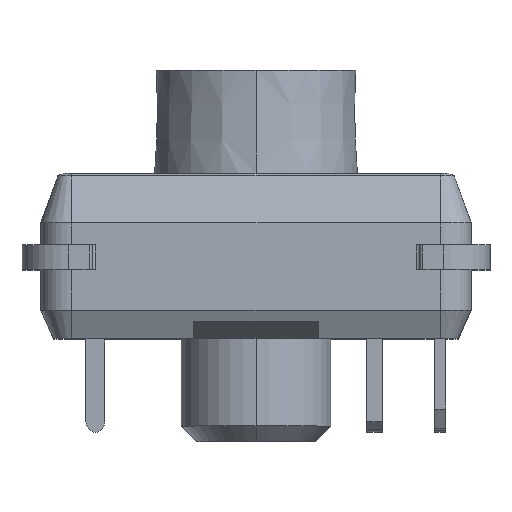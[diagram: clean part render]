
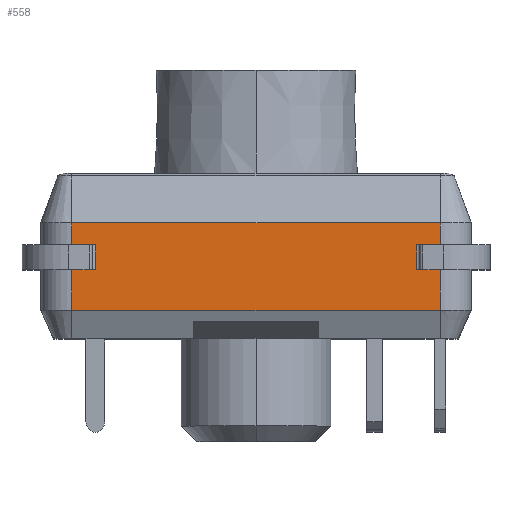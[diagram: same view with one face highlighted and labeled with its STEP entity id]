
A CAD part, top view. The second image highlights one B-rep face of the part: STEP entity #558.
In plain terms, the highlighted planar face has unit normal (0, 0, 1).
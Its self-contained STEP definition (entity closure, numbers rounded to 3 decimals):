
#8 = ORIENTED_EDGE ( 'NONE', *, *, #5514, .T. ) ;
#164 = EDGE_CURVE ( 'NONE', #5710, #4020, #2977, .T. ) ;
#435 = LINE ( 'NONE', #4991, #2992 ) ;
#463 = LINE ( 'NONE', #1489, #2422 ) ;
#468 = ORIENTED_EDGE ( 'NONE', *, *, #3335, .F. ) ;
#485 = ORIENTED_EDGE ( 'NONE', *, *, #6370, .T. ) ;
#558 = ADVANCED_FACE ( 'NONE', ( #2327 ), #4339, .F. ) ;
#559 = VECTOR ( 'NONE', #5027, 1000. ) ;
#693 = VERTEX_POINT ( 'NONE', #906 ) ;
#906 = CARTESIAN_POINT ( 'NONE',  ( -5.15, 0.4, 6.9 ) ) ;
#935 = CARTESIAN_POINT ( 'NONE',  ( 5.9, 0.4, 6.9 ) ) ;
#972 = LINE ( 'NONE', #5633, #4321 ) ;
#1052 = VERTEX_POINT ( 'NONE', #2224 ) ;
#1094 = CARTESIAN_POINT ( 'NONE',  ( 5.9, 0.4, 6.9 ) ) ;
#1122 = VERTEX_POINT ( 'NONE', #5937 ) ;
#1180 = CARTESIAN_POINT ( 'NONE',  ( 5.9, 1.1, 6.9 ) ) ;
#1218 = EDGE_CURVE ( 'NONE', #1730, #4353, #4503, .T. ) ;
#1414 = DIRECTION ( 'NONE',  ( 1., 0., 0. ) ) ;
#1489 = CARTESIAN_POINT ( 'NONE',  ( 5.9, 1.1, 6.9 ) ) ;
#1503 = AXIS2_PLACEMENT_3D ( 'NONE', #1180, #4378, #5372 ) ;
#1536 = VERTEX_POINT ( 'NONE', #4156 ) ;
#1582 = LINE ( 'NONE', #2614, #4662 ) ;
#1659 = VECTOR ( 'NONE', #6690, 1000. ) ;
#1682 = VECTOR ( 'NONE', #4024, 1000. ) ;
#1730 = VERTEX_POINT ( 'NONE', #3353 ) ;
#1822 = VECTOR ( 'NONE', #3993, 1000. ) ;
#1955 = CARTESIAN_POINT ( 'NONE',  ( -5.9, -1.7, 6.9 ) ) ;
#1982 = CARTESIAN_POINT ( 'NONE',  ( -5.9, -1.7, 6.9 ) ) ;
#2021 = DIRECTION ( 'NONE',  ( 0., 1., 0. ) ) ;
#2045 = EDGE_CURVE ( 'NONE', #693, #1730, #435, .T. ) ;
#2224 = CARTESIAN_POINT ( 'NONE',  ( 5.15, 0.4, 6.9 ) ) ;
#2232 = VERTEX_POINT ( 'NONE', #5399 ) ;
#2301 = VECTOR ( 'NONE', #3617, 1000. ) ;
#2327 = FACE_OUTER_BOUND ( 'NONE', #5788, .T. ) ;
#2414 = EDGE_CURVE ( 'NONE', #2232, #1122, #3441, .T. ) ;
#2422 = VECTOR ( 'NONE', #1414, 1000. ) ;
#2551 = EDGE_CURVE ( 'NONE', #2232, #3943, #2554, .T. ) ;
#2554 = LINE ( 'NONE', #5257, #6092 ) ;
#2599 = CARTESIAN_POINT ( 'NONE',  ( -5.9, 1.1, 6.9 ) ) ;
#2614 = CARTESIAN_POINT ( 'NONE',  ( -5.9, 1.1, 6.9 ) ) ;
#2716 = ORIENTED_EDGE ( 'NONE', *, *, #4366, .T. ) ;
#2977 = LINE ( 'NONE', #4111, #5076 ) ;
#2992 = VECTOR ( 'NONE', #4486, 1000. ) ;
#3023 = DIRECTION ( 'NONE',  ( -1., 0., 0. ) ) ;
#3041 = CARTESIAN_POINT ( 'NONE',  ( 5.15, 0.4, 6.9 ) ) ;
#3323 = ORIENTED_EDGE ( 'NONE', *, *, #2045, .T. ) ;
#3335 = EDGE_CURVE ( 'NONE', #5504, #5710, #463, .T. ) ;
#3353 = CARTESIAN_POINT ( 'NONE',  ( -5.15, -0.4, 6.9 ) ) ;
#3441 = LINE ( 'NONE', #6011, #6311 ) ;
#3532 = LINE ( 'NONE', #1094, #1682 ) ;
#3579 = ORIENTED_EDGE ( 'NONE', *, *, #2414, .T. ) ;
#3617 = DIRECTION ( 'NONE',  ( 0., 1., 0. ) ) ;
#3623 = CARTESIAN_POINT ( 'NONE',  ( -5.9, -0.4, 6.9 ) ) ;
#3943 = VERTEX_POINT ( 'NONE', #1982 ) ;
#3960 = ORIENTED_EDGE ( 'NONE', *, *, #164, .F. ) ;
#3993 = DIRECTION ( 'NONE',  ( -1., 0., 0. ) ) ;
#4020 = VERTEX_POINT ( 'NONE', #4129 ) ;
#4024 = DIRECTION ( 'NONE',  ( 1., 0., 0. ) ) ;
#4100 = DIRECTION ( 'NONE',  ( -1., 0., 0. ) ) ;
#4111 = CARTESIAN_POINT ( 'NONE',  ( 5.9, 1.1, 6.9 ) ) ;
#4129 = CARTESIAN_POINT ( 'NONE',  ( 5.9, 0.4, 6.9 ) ) ;
#4156 = CARTESIAN_POINT ( 'NONE',  ( -5.9, 0.4, 6.9 ) ) ;
#4321 = VECTOR ( 'NONE', #3023, 1000. ) ;
#4339 = PLANE ( 'NONE',  #1503 ) ;
#4353 = VERTEX_POINT ( 'NONE', #3623 ) ;
#4366 = EDGE_CURVE ( 'NONE', #1536, #693, #3532, .T. ) ;
#4378 = DIRECTION ( 'NONE',  ( 0., 0., -1. ) ) ;
#4486 = DIRECTION ( 'NONE',  ( 0., -1., 0. ) ) ;
#4502 = LINE ( 'NONE', #935, #1659 ) ;
#4503 = LINE ( 'NONE', #6525, #1822 ) ;
#4586 = DIRECTION ( 'NONE',  ( 0., -1., 0. ) ) ;
#4596 = EDGE_CURVE ( 'NONE', #3943, #4353, #5860, .T. ) ;
#4662 = VECTOR ( 'NONE', #5762, 1000. ) ;
#4684 = ORIENTED_EDGE ( 'NONE', *, *, #4596, .F. ) ;
#4794 = ORIENTED_EDGE ( 'NONE', *, *, #2551, .F. ) ;
#4991 = CARTESIAN_POINT ( 'NONE',  ( -5.15, -0.4, 6.9 ) ) ;
#5027 = DIRECTION ( 'NONE',  ( 0., 1., 0. ) ) ;
#5058 = CARTESIAN_POINT ( 'NONE',  ( 5.15, -0.4, 6.9 ) ) ;
#5076 = VECTOR ( 'NONE', #4586, 1000. ) ;
#5168 = LINE ( 'NONE', #3041, #2301 ) ;
#5257 = CARTESIAN_POINT ( 'NONE',  ( 5.9, -1.7, 6.9 ) ) ;
#5372 = DIRECTION ( 'NONE',  ( -1., 0., 0. ) ) ;
#5377 = CARTESIAN_POINT ( 'NONE',  ( 5.9, 1.1, 6.9 ) ) ;
#5399 = CARTESIAN_POINT ( 'NONE',  ( 5.9, -1.7, 6.9 ) ) ;
#5466 = ORIENTED_EDGE ( 'NONE', *, *, #1218, .T. ) ;
#5504 = VERTEX_POINT ( 'NONE', #2599 ) ;
#5514 = EDGE_CURVE ( 'NONE', #5905, #1052, #5168, .T. ) ;
#5515 = ORIENTED_EDGE ( 'NONE', *, *, #6278, .T. ) ;
#5633 = CARTESIAN_POINT ( 'NONE',  ( 5.9, -0.4, 6.9 ) ) ;
#5710 = VERTEX_POINT ( 'NONE', #5377 ) ;
#5762 = DIRECTION ( 'NONE',  ( 0., -1., 0. ) ) ;
#5788 = EDGE_LOOP ( 'NONE', ( #3323, #5466, #4684, #4794, #3579, #6681, #8, #485, #3960, #468, #5515, #2716 ) ) ;
#5860 = LINE ( 'NONE', #1955, #559 ) ;
#5905 = VERTEX_POINT ( 'NONE', #5058 ) ;
#5937 = CARTESIAN_POINT ( 'NONE',  ( 5.9, -0.4, 6.9 ) ) ;
#6011 = CARTESIAN_POINT ( 'NONE',  ( 5.9, -1.7, 6.9 ) ) ;
#6092 = VECTOR ( 'NONE', #4100, 1000. ) ;
#6153 = EDGE_CURVE ( 'NONE', #1122, #5905, #972, .T. ) ;
#6278 = EDGE_CURVE ( 'NONE', #5504, #1536, #1582, .T. ) ;
#6311 = VECTOR ( 'NONE', #2021, 1000. ) ;
#6370 = EDGE_CURVE ( 'NONE', #1052, #4020, #4502, .T. ) ;
#6525 = CARTESIAN_POINT ( 'NONE',  ( 5.9, -0.4, 6.9 ) ) ;
#6681 = ORIENTED_EDGE ( 'NONE', *, *, #6153, .T. ) ;
#6690 = DIRECTION ( 'NONE',  ( 1., 0., 0. ) ) ;
